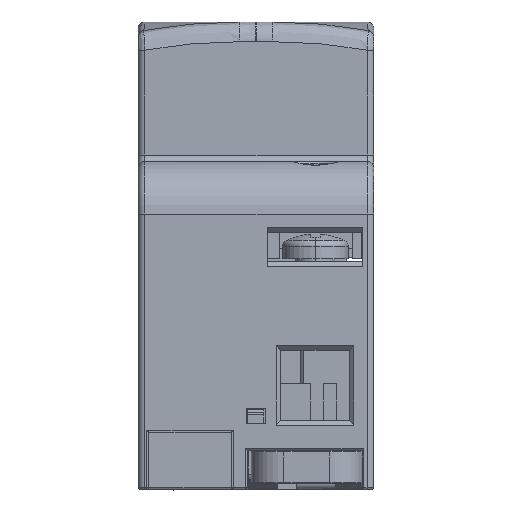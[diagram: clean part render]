
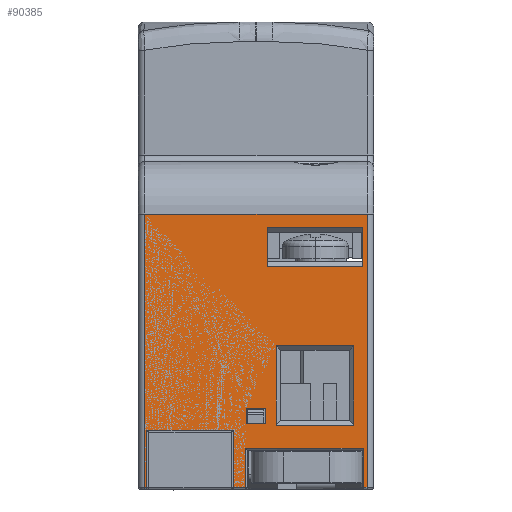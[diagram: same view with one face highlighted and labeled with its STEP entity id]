
A CAD part, left-side view. The second image highlights one B-rep face of the part: STEP entity #90385.
In plain terms, the highlighted planar face has unit normal (-1, 0, 0).
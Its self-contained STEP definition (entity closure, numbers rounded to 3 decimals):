
#58198=DIRECTION('',(0.,0.,-1.));
#58199=VECTOR('',#58198,6.);
#58200=CARTESIAN_POINT('',(-45.,-70.3,6.3));
#58201=LINE('',#58200,#58199);
#69929=DIRECTION('',(0.,1.,0.));
#69930=VECTOR('',#69929,11.8);
#69931=CARTESIAN_POINT('',(-45.,-68.85,9.8));
#69932=LINE('',#69931,#69930);
#69936=DIRECTION('',(0.,0.,-1.));
#69937=VECTOR('',#69936,12.1);
#69938=CARTESIAN_POINT('',(-45.,-68.85,21.9));
#69939=LINE('',#69938,#69937);
#69943=DIRECTION('',(0.,-1.,0.));
#69944=VECTOR('',#69943,11.8);
#69945=CARTESIAN_POINT('',(-45.,-57.05,21.9));
#69946=LINE('',#69945,#69944);
#69950=DIRECTION('',(0.,0.,1.));
#69951=VECTOR('',#69950,12.1);
#69952=CARTESIAN_POINT('',(-45.,-57.05,9.8));
#69953=LINE('',#69952,#69951);
#69957=DIRECTION('',(0.,1.,0.));
#69958=VECTOR('',#69957,14.5);
#69959=CARTESIAN_POINT('',(-45.,-70.2,34.));
#69960=LINE('',#69959,#69958);
#69964=DIRECTION('',(0.,-1.,0.));
#69965=VECTOR('',#69964,14.5);
#69966=CARTESIAN_POINT('',(-45.,-55.7,39.9));
#69967=LINE('',#69966,#69965);
#69971=DIRECTION('',(0.,-1.,0.));
#69972=VECTOR('',#69971,3.);
#69973=CARTESIAN_POINT('',(-45.,-52.45,10.));
#69974=LINE('',#69973,#69972);
#69978=DIRECTION('',(0.,0.,1.));
#69979=VECTOR('',#69978,2.4);
#69980=CARTESIAN_POINT('',(-45.,-55.45,10.));
#69981=LINE('',#69980,#69979);
#69985=DIRECTION('',(0.,1.,0.));
#69986=VECTOR('',#69985,3.);
#69987=CARTESIAN_POINT('',(-45.,-55.45,12.4));
#69988=LINE('',#69987,#69986);
#69992=DIRECTION('',(0.,0.,-1.));
#69993=VECTOR('',#69992,2.4);
#69994=CARTESIAN_POINT('',(-45.,-52.45,12.4));
#69995=LINE('',#69994,#69993);
#69999=DIRECTION('',(0.,0.,-1.));
#70000=VECTOR('',#69999,8.7);
#70001=CARTESIAN_POINT('',(-45.,-50.5,9.));
#70002=LINE('',#70001,#70000);
#70006=DIRECTION('',(0.,1.,0.));
#70007=VECTOR('',#70006,13.2);
#70008=CARTESIAN_POINT('',(-45.,-50.5,9.));
#70009=LINE('',#70008,#70007);
#70013=DIRECTION('',(0.,0.,1.));
#70014=VECTOR('',#70013,8.7);
#70015=CARTESIAN_POINT('',(-45.,-37.3,0.3));
#70016=LINE('',#70015,#70014);
#70020=DIRECTION('',(0.,-1.,0.));
#70021=VECTOR('',#70020,33.9);
#70022=CARTESIAN_POINT('',(-45.,-37.,42.));
#70023=LINE('',#70022,#70021);
#70027=DIRECTION('',(0.,0.,-1.));
#70028=VECTOR('',#70027,41.7);
#70029=CARTESIAN_POINT('',(-45.,-70.9,42.));
#70030=LINE('',#70029,#70028);
#70034=DIRECTION('',(0.,1.,0.));
#70035=VECTOR('',#70034,0.6);
#70036=CARTESIAN_POINT('',(-45.,-70.9,0.3));
#70037=LINE('',#70036,#70035);
#70041=DIRECTION('',(0.,0.,1.));
#70042=VECTOR('',#70041,6.);
#70043=CARTESIAN_POINT('',(-45.,-52.3,0.3));
#70044=LINE('',#70043,#70042);
#70479=DIRECTION('',(0.,-1.,0.));
#70480=VECTOR('',#70479,1.8);
#70481=CARTESIAN_POINT('',(-45.,-50.5,0.3));
#70482=LINE('',#70481,#70480);
#70524=DIRECTION('',(0.,-1.,0.));
#70525=VECTOR('',#70524,0.3);
#70526=CARTESIAN_POINT('',(-45.,-37.,0.3));
#70527=LINE('',#70526,#70525);
#70591=CARTESIAN_POINT('',(-45.,-52.3,6.3));
#70603=DIRECTION('',(0.,-1.,0.));
#70604=VECTOR('',#70603,18.);
#70605=CARTESIAN_POINT('',(-45.,-52.3,6.3));
#70606=LINE('',#70605,#70604);
#70698=DIRECTION('',(0.,0.,-1.));
#70699=VECTOR('',#70698,5.9);
#70700=CARTESIAN_POINT('',(-45.,-70.2,39.9));
#70701=LINE('',#70700,#70699);
#70748=DIRECTION('',(0.,0.,1.));
#70749=VECTOR('',#70748,5.9);
#70750=CARTESIAN_POINT('',(-45.,-55.7,34.));
#70751=LINE('',#70750,#70749);
#74448=DIRECTION('',(0.,0.,-1.));
#74449=VECTOR('',#74448,41.7);
#74450=CARTESIAN_POINT('',(-45.,-37.,42.));
#74451=LINE('',#74450,#74449);
#76215=CARTESIAN_POINT('',(-45.,-70.9,42.));
#76217=VERTEX_POINT('',#76215);
#76359=CARTESIAN_POINT('',(-45.,-37.,42.));
#76361=VERTEX_POINT('',#76359);
#76407=CARTESIAN_POINT('',(-45.,-37.,0.3));
#76409=VERTEX_POINT('',#76407);
#76523=CARTESIAN_POINT('',(-45.,-70.9,0.3));
#76525=VERTEX_POINT('',#76523);
#76903=CARTESIAN_POINT('',(-45.,-70.3,0.3));
#76905=VERTEX_POINT('',#76903);
#77019=VERTEX_POINT('',#70591);
#77020=CARTESIAN_POINT('',(-45.,-70.3,6.3));
#77021=VERTEX_POINT('',#77020);
#77533=CARTESIAN_POINT('',(-45.,-68.85,9.8));
#77534=CARTESIAN_POINT('',(-45.,-57.05,9.8));
#77535=VERTEX_POINT('',#77533);
#77536=VERTEX_POINT('',#77534);
#77537=CARTESIAN_POINT('',(-45.,-57.05,21.9));
#77538=VERTEX_POINT('',#77537);
#77541=CARTESIAN_POINT('',(-45.,-68.85,21.9));
#77542=VERTEX_POINT('',#77541);
#77549=CARTESIAN_POINT('',(-45.,-70.2,34.));
#77550=CARTESIAN_POINT('',(-45.,-55.7,34.));
#77551=VERTEX_POINT('',#77549);
#77552=VERTEX_POINT('',#77550);
#77557=CARTESIAN_POINT('',(-45.,-55.7,39.9));
#77558=CARTESIAN_POINT('',(-45.,-70.2,39.9));
#77559=VERTEX_POINT('',#77557);
#77560=VERTEX_POINT('',#77558);
#77705=CARTESIAN_POINT('',(-45.,-52.45,10.));
#77706=CARTESIAN_POINT('',(-45.,-55.45,10.));
#77707=VERTEX_POINT('',#77705);
#77708=VERTEX_POINT('',#77706);
#77709=CARTESIAN_POINT('',(-45.,-55.45,12.4));
#77710=VERTEX_POINT('',#77709);
#77711=CARTESIAN_POINT('',(-45.,-52.45,12.4));
#77712=VERTEX_POINT('',#77711);
#77866=CARTESIAN_POINT('',(-45.,-52.3,0.3));
#77867=VERTEX_POINT('',#77866);
#78525=CARTESIAN_POINT('',(-45.,-50.5,0.3));
#78526=VERTEX_POINT('',#78525);
#78527=CARTESIAN_POINT('',(-45.,-50.5,9.));
#78528=VERTEX_POINT('',#78527);
#78531=CARTESIAN_POINT('',(-45.,-37.3,9.));
#78532=VERTEX_POINT('',#78531);
#78549=CARTESIAN_POINT('',(-45.,-37.3,0.3));
#78550=VERTEX_POINT('',#78549);
#90328=CARTESIAN_POINT('',(-45.,-71.9,0.));
#90329=DIRECTION('',(-1.,0.,0.));
#90330=DIRECTION('',(0.,0.,1.));
#90331=AXIS2_PLACEMENT_3D('',#90328,#90329,#90330);
#90332=PLANE('',#90331);
#90334=ORIENTED_EDGE('',*,*,#90333,.F.);
#90336=ORIENTED_EDGE('',*,*,#90335,.T.);
#90338=ORIENTED_EDGE('',*,*,#90337,.F.);
#90340=ORIENTED_EDGE('',*,*,#90339,.F.);
#90342=ORIENTED_EDGE('',*,*,#90341,.F.);
#90343=ORIENTED_EDGE('',*,*,#90027,.T.);
#90344=ORIENTED_EDGE('',*,*,#90227,.T.);
#90345=ORIENTED_EDGE('',*,*,#90321,.T.);
#90346=ORIENTED_EDGE('',*,*,#78950,.F.);
#90348=ORIENTED_EDGE('',*,*,#90347,.F.);
#90350=ORIENTED_EDGE('',*,*,#90349,.F.);
#90352=ORIENTED_EDGE('',*,*,#90351,.F.);
#90353=EDGE_LOOP('',(#90334,#90336,#90338,#90340,#90342,#90343,#90344,#90345,
#90346,#90348,#90350,#90352));
#90354=FACE_OUTER_BOUND('',#90353,.F.);
#90356=ORIENTED_EDGE('',*,*,#90355,.F.);
#90358=ORIENTED_EDGE('',*,*,#90357,.F.);
#90360=ORIENTED_EDGE('',*,*,#90359,.F.);
#90362=ORIENTED_EDGE('',*,*,#90361,.F.);
#90363=EDGE_LOOP('',(#90356,#90358,#90360,#90362));
#90364=FACE_BOUND('',#90363,.F.);
#90366=ORIENTED_EDGE('',*,*,#90365,.T.);
#90368=ORIENTED_EDGE('',*,*,#90367,.T.);
#90370=ORIENTED_EDGE('',*,*,#90369,.T.);
#90372=ORIENTED_EDGE('',*,*,#90371,.T.);
#90373=EDGE_LOOP('',(#90366,#90368,#90370,#90372));
#90374=FACE_BOUND('',#90373,.F.);
#90376=ORIENTED_EDGE('',*,*,#90375,.F.);
#90378=ORIENTED_EDGE('',*,*,#90377,.F.);
#90380=ORIENTED_EDGE('',*,*,#90379,.F.);
#90382=ORIENTED_EDGE('',*,*,#90381,.F.);
#90383=EDGE_LOOP('',(#90376,#90378,#90380,#90382));
#90384=FACE_BOUND('',#90383,.F.);
#78950=EDGE_CURVE('',#77021,#76905,#58201,.T.);
#90027=EDGE_CURVE('',#76361,#76217,#70023,.T.);
#90227=EDGE_CURVE('',#76217,#76525,#70030,.T.);
#90321=EDGE_CURVE('',#76525,#76905,#70037,.T.);
#90333=EDGE_CURVE('',#78528,#78526,#70002,.T.);
#90335=EDGE_CURVE('',#78528,#78532,#70009,.T.);
#90337=EDGE_CURVE('',#78550,#78532,#70016,.T.);
#90339=EDGE_CURVE('',#76409,#78550,#70527,.T.);
#90341=EDGE_CURVE('',#76361,#76409,#74451,.T.);
#90347=EDGE_CURVE('',#77019,#77021,#70606,.T.);
#90349=EDGE_CURVE('',#77867,#77019,#70044,.T.);
#90351=EDGE_CURVE('',#78526,#77867,#70482,.T.);
#90355=EDGE_CURVE('',#77551,#77552,#69960,.T.);
#90357=EDGE_CURVE('',#77560,#77551,#70701,.T.);
#90359=EDGE_CURVE('',#77559,#77560,#69967,.T.);
#90361=EDGE_CURVE('',#77552,#77559,#70751,.T.);
#90365=EDGE_CURVE('',#77707,#77708,#69974,.T.);
#90367=EDGE_CURVE('',#77708,#77710,#69981,.T.);
#90369=EDGE_CURVE('',#77710,#77712,#69988,.T.);
#90371=EDGE_CURVE('',#77712,#77707,#69995,.T.);
#90375=EDGE_CURVE('',#77535,#77536,#69932,.T.);
#90377=EDGE_CURVE('',#77542,#77535,#69939,.T.);
#90379=EDGE_CURVE('',#77538,#77542,#69946,.T.);
#90381=EDGE_CURVE('',#77536,#77538,#69953,.T.);
#90385=ADVANCED_FACE('',(#90354,#90364,#90374,#90384),#90332,.T.);
